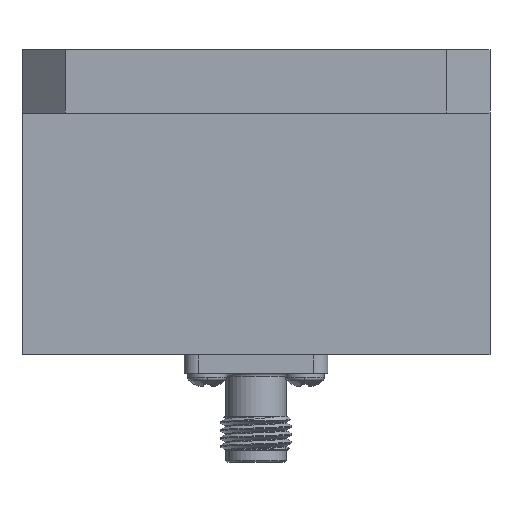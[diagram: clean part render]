
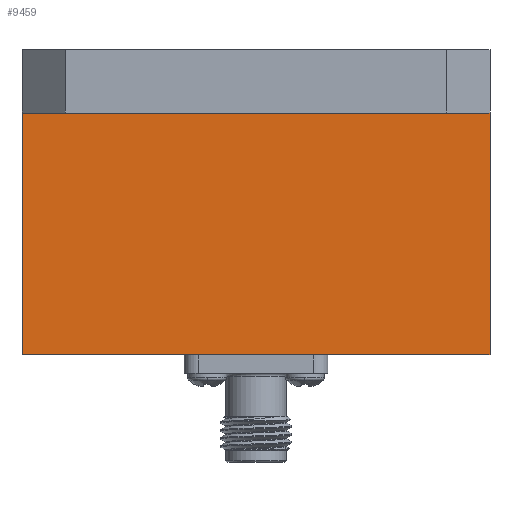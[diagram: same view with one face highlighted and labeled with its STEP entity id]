
A CAD part, front view. The second image highlights one B-rep face of the part: STEP entity #9459.
In plain terms, the highlighted planar face has unit normal (0, -1, 0).
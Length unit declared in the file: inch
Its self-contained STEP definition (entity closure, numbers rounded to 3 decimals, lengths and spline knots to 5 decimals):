
#78 = CARTESIAN_POINT ( 'NONE',  ( -0.815, -0.375, -1.06299 ) ) ;
#601 = LINE ( 'NONE', #8070, #12291 ) ;
#766 = EDGE_CURVE ( 'NONE', #13206, #11532, #5896, .T. ) ;
#1005 = CARTESIAN_POINT ( 'NONE',  ( 0., -0.375, -0.22047 ) ) ;
#1453 = CARTESIAN_POINT ( 'NONE',  ( 0.815, -0.375, -1.06299 ) ) ;
#3445 = DIRECTION ( 'NONE',  ( -1., 0., 0. ) ) ;
#3500 = DIRECTION ( 'NONE',  ( 0., 0., 1. ) ) ;
#3918 = VECTOR ( 'NONE', #3500, 39.37008 ) ;
#4016 = EDGE_LOOP ( 'NONE', ( #14190, #10897, #4369, #13622 ) ) ;
#4369 = ORIENTED_EDGE ( 'NONE', *, *, #13842, .F. ) ;
#4659 = EDGE_CURVE ( 'NONE', #5542, #8052, #6179, .T. ) ;
#5542 = VERTEX_POINT ( 'NONE', #9797 ) ;
#5843 = FACE_OUTER_BOUND ( 'NONE', #4016, .T. ) ;
#5896 = LINE ( 'NONE', #6753, #10792 ) ;
#6151 = DIRECTION ( 'NONE',  ( 0., 0., -1. ) ) ;
#6179 = LINE ( 'NONE', #1005, #12896 ) ;
#6223 = EDGE_CURVE ( 'NONE', #11532, #5542, #601, .T. ) ;
#6753 = CARTESIAN_POINT ( 'NONE',  ( -0.815, -0.375, -1.06299 ) ) ;
#6845 = DIRECTION ( 'NONE',  ( 1., 0., 0. ) ) ;
#7136 = DIRECTION ( 'NONE',  ( 0., -1., 0. ) ) ;
#8052 = VERTEX_POINT ( 'NONE', #14568 ) ;
#8070 = CARTESIAN_POINT ( 'NONE',  ( 0.815, -0.375, -1.06299 ) ) ;
#8073 = PLANE ( 'NONE',  #11690 ) ;
#8162 = DIRECTION ( 'NONE',  ( 0., 0., 1. ) ) ;
#9459 = ADVANCED_FACE ( 'NONE', ( #5843 ), #8073, .T. ) ;
#9485 = CARTESIAN_POINT ( 'NONE',  ( -0.815, -0.375, -1.06299 ) ) ;
#9797 = CARTESIAN_POINT ( 'NONE',  ( 0.815, -0.375, -0.22047 ) ) ;
#9841 = CARTESIAN_POINT ( 'NONE',  ( -0.815, -0.375, -1.06299 ) ) ;
#10792 = VECTOR ( 'NONE', #6845, 39.37008 ) ;
#10897 = ORIENTED_EDGE ( 'NONE', *, *, #4659, .T. ) ;
#11162 = LINE ( 'NONE', #78, #3918 ) ;
#11532 = VERTEX_POINT ( 'NONE', #1453 ) ;
#11690 = AXIS2_PLACEMENT_3D ( 'NONE', #9485, #7136, #6151 ) ;
#12291 = VECTOR ( 'NONE', #8162, 39.37008 ) ;
#12896 = VECTOR ( 'NONE', #3445, 39.37008 ) ;
#13206 = VERTEX_POINT ( 'NONE', #9841 ) ;
#13622 = ORIENTED_EDGE ( 'NONE', *, *, #766, .T. ) ;
#13842 = EDGE_CURVE ( 'NONE', #13206, #8052, #11162, .T. ) ;
#14190 = ORIENTED_EDGE ( 'NONE', *, *, #6223, .T. ) ;
#14568 = CARTESIAN_POINT ( 'NONE',  ( -0.815, -0.375, -0.22047 ) ) ;
